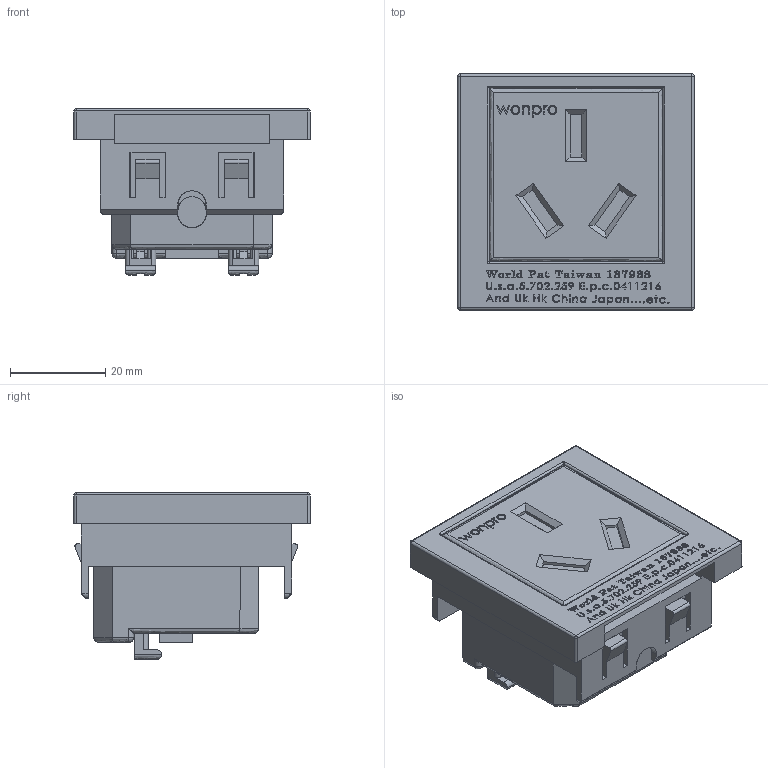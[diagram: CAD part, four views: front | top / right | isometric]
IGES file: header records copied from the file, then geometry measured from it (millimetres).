
Start section: SolidWorks IGES file using analytic representation for surfaces
Global section: file name: 88040360.IGS; native system: SolidWorks 2017; preprocessor: SolidWorks 2017; author: DGoodwin; date: 170722.111553; units: millimetre
Bounding box: 49.7 x 49.7 x 35.1 mm (x, y, z)
Surface area: 18968.7 mm2 (no closed solid volume)
Topology: 0 solids, 0 shells, 2175 faces, 23898 edges, 23876 vertices
Faces by surface type: bspline 2064, revolution 111
